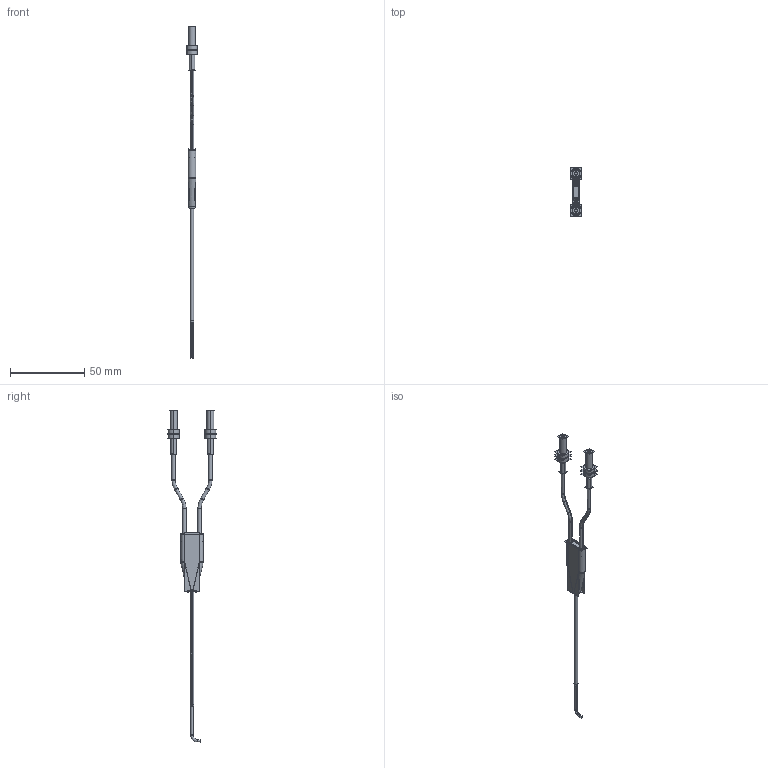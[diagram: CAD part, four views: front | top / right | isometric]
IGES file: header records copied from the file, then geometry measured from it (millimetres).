
Start section:  PTC IGES file: 188750.igs
Global section: file name: 188750.igs; native system: Creo Parametric by Parametric Technology Corporation; preprocessor: 2013230; author: pdmadmin; organization: Unknown; date: 20160128.141739; units: millimetre
Bounding box: 7.66 x 32.46 x 223.09 mm (x, y, z)
Volume: 3237 mm3; surface area: 21849.4 mm2
Topology: 7 solids, 7 shells, 204 faces, 956 edges, 1218 vertices
Faces by surface type: revolution 132, bspline 72
